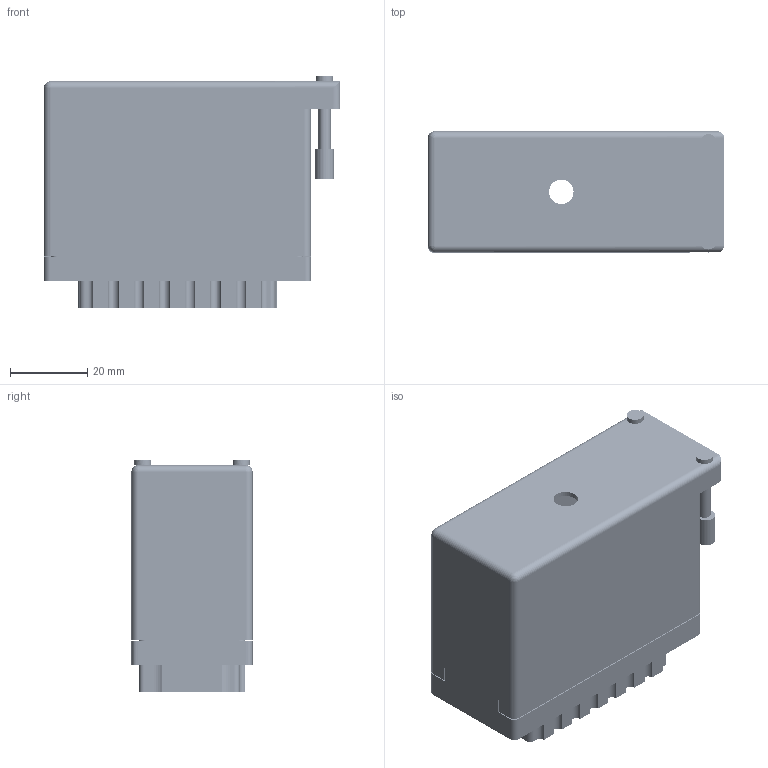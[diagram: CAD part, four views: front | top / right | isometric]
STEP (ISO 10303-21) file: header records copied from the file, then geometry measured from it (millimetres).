
FILE_DESCRIPTION (( 'STEP AP203' ), '1' );
FILE_NAME ('516-090-501-250.STEP', '2020-09-08T17:47:36', ( '' ), ( '' ), 'SwSTEP 2.0', 'SolidWorks 2020', '' );
FILE_SCHEMA (( 'CONFIG_CONTROL_DESIGN' ));
Length unit declared in the file: inch
Products named in the file (4): 516-230-001_Metal - 090 Side Entry; 516 Part Receptacle_090; 516-090-501-250; 516-292-001_501 Contact
Assembly tree (93 placements, depth 2):
  516-090-501-250
    516 Part Receptacle_090
    516-292-001_501 Contact  x91
    516-230-001_Metal - 090 Side Entry
Bounding box: 76.66 x 31.34 x 59.84 mm (x, y, z)
Volume: 38064.4 mm3; surface area: 68413.4 mm2
Topology: 93 solids, 93 shells, 8539 faces, 24818 edges, 16478 vertices
Faces by surface type: plane 5139, cylinder 2850, bspline 546, cone 2, sphere 2
Entity records: 72787 total; most frequent: CARTESIAN_POINT 12632, ORIENTED_EDGE 12192, DIRECTION 11906, EDGE_CURVE 6096, LINE 4504, VECTOR 4504, VERTEX_POINT 4058, AXIS2_PLACEMENT_3D 3701
